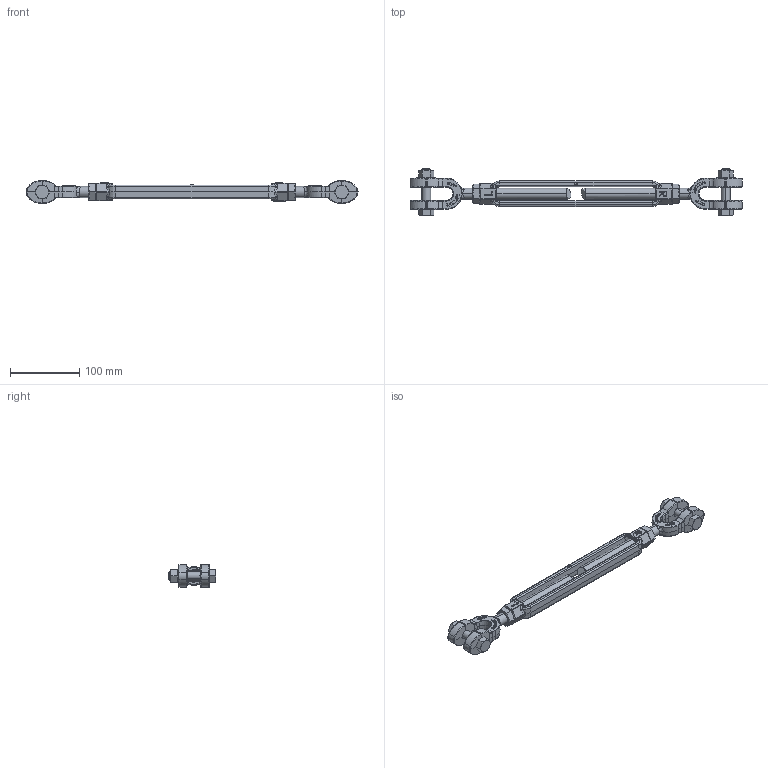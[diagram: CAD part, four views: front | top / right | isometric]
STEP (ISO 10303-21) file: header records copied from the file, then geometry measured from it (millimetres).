
FILE_DESCRIPTION(('STEP AP214'),'1');
FILE_NAME('ssgpgg1609.stp','2017-04-07T04:20:39',('TraceParts'),('TraceParts S.A.'),'Spatial InterOp 3D',' ',' ');
FILE_SCHEMA(('automotive_design'));
Length unit declared in the file: millimetre
Products named in the file (12): ssgpgg1609_1; ssgpgg1609_2; ssgpgg1609_3; ssgpgg1609_4; ssgpgg1609_5; ssgpgg1609_6; ssgpgg1609_7; ssgpgg1609_8; ssgpgg1609_9; ssgpgg1609_10; ssgpgg1609_11; ssgpgg1609_12
Bounding box: 480 x 68 x 33.05 mm (x, y, z)
Volume: 251310.7 mm3; surface area: 85657.1 mm2
Topology: 12 solids, 12 shells, 1028 faces, 2524 edges, 1522 vertices
Faces by surface type: bspline 366, plane 342, cylinder 206, cone 114
Entity records: 54884 total; most frequent: CARTESIAN_POINT 25116, ORIENTED_EDGE 5012, DIRECTION 3532, EDGE_CURVE 2506, VERTEX_POINT 1524, AXIS2_PLACEMENT_3D 1197, LINE 1138, VECTOR 1138
